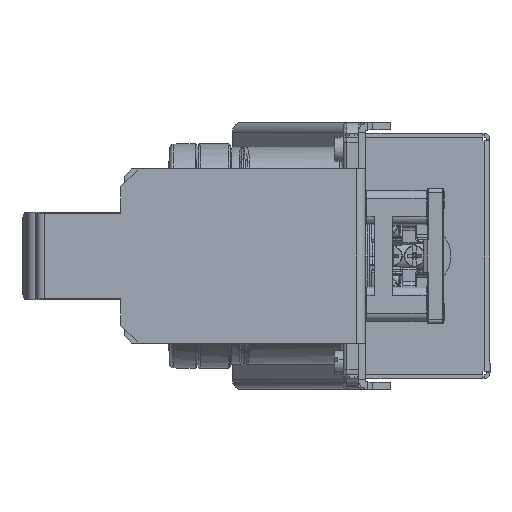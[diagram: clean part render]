
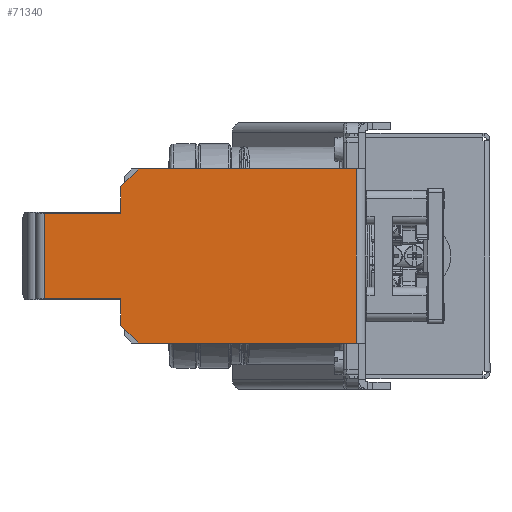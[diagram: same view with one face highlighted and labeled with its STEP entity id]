
A CAD part, left-side view. The second image highlights one B-rep face of the part: STEP entity #71340.
In plain terms, the highlighted face is planar.
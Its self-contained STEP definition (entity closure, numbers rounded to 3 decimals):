
#1591 = PLANE ( 'NONE',  #82863 ) ;
#3331 = VERTEX_POINT ( 'NONE', #69940 ) ;
#4943 = EDGE_CURVE ( 'NONE', #58248, #52216, #75125, .T. ) ;
#7731 = DIRECTION ( 'NONE',  ( 0., 1., 0. ) ) ;
#8411 = ORIENTED_EDGE ( 'NONE', *, *, #45896, .F. ) ;
#8702 = VECTOR ( 'NONE', #44271, 1000. ) ;
#8959 = VERTEX_POINT ( 'NONE', #47514 ) ;
#9877 = CARTESIAN_POINT ( 'NONE',  ( -12., 88.4, 2. ) ) ;
#9964 = VERTEX_POINT ( 'NONE', #22062 ) ;
#13031 = VECTOR ( 'NONE', #91294, 1000. ) ;
#15028 = CARTESIAN_POINT ( 'NONE',  ( 24.5, 62., 2. ) ) ;
#15680 = CARTESIAN_POINT ( 'NONE',  ( -24.5, 62., 2. ) ) ;
#16363 = EDGE_CURVE ( 'NONE', #58710, #63621, #44792, .T. ) ;
#20700 = ORIENTED_EDGE ( 'NONE', *, *, #40862, .T. ) ;
#21130 = CARTESIAN_POINT ( 'NONE',  ( -12., 91., 2. ) ) ;
#22062 = CARTESIAN_POINT ( 'NONE',  ( -24.5, 62., 2. ) ) ;
#22487 = VECTOR ( 'NONE', #80054, 1000. ) ;
#22553 = ORIENTED_EDGE ( 'NONE', *, *, #78485, .F. ) ;
#24304 = DIRECTION ( 'NONE',  ( -0.707, -0.707, 0. ) ) ;
#24783 = LINE ( 'NONE', #15680, #58286 ) ;
#26919 = LINE ( 'NONE', #78677, #43532 ) ;
#27427 = VECTOR ( 'NONE', #62616, 1000. ) ;
#27779 = LINE ( 'NONE', #41669, #84109 ) ;
#30819 = DIRECTION ( 'NONE',  ( 0., 0., -1. ) ) ;
#32007 = CARTESIAN_POINT ( 'NONE',  ( 19.5, 67., 2. ) ) ;
#32693 = CARTESIAN_POINT ( 'NONE',  ( 35.5, 0., 2. ) ) ;
#33149 = DIRECTION ( 'NONE',  ( 1., 0., 0. ) ) ;
#34670 = ORIENTED_EDGE ( 'NONE', *, *, #68712, .T. ) ;
#35555 = VERTEX_POINT ( 'NONE', #32007 ) ;
#35739 = ORIENTED_EDGE ( 'NONE', *, *, #43596, .T. ) ;
#38131 = CARTESIAN_POINT ( 'NONE',  ( 12., 67., 2. ) ) ;
#39511 = ORIENTED_EDGE ( 'NONE', *, *, #4943, .F. ) ;
#39907 = EDGE_LOOP ( 'NONE', ( #39511, #87586, #92013, #34670, #35739, #20700, #22553, #88761, #49720, #8411 ) ) ;
#40862 = EDGE_CURVE ( 'NONE', #8959, #35555, #80753, .T. ) ;
#41669 = CARTESIAN_POINT ( 'NONE',  ( -35.5, 0.6, 2. ) ) ;
#42589 = DIRECTION ( 'NONE',  ( 1., 0., 0. ) ) ;
#43532 = VECTOR ( 'NONE', #33149, 1000. ) ;
#43596 = EDGE_CURVE ( 'NONE', #51573, #8959, #50754, .T. ) ;
#44271 = DIRECTION ( 'NONE',  ( -0.707, 0.707, 0. ) ) ;
#44792 = LINE ( 'NONE', #52912, #78761 ) ;
#45896 = EDGE_CURVE ( 'NONE', #52216, #58710, #73363, .T. ) ;
#46571 = FACE_OUTER_BOUND ( 'NONE', #39907, .T. ) ;
#47514 = CARTESIAN_POINT ( 'NONE',  ( 24.5, 62., 2. ) ) ;
#49011 = LINE ( 'NONE', #78298, #74050 ) ;
#49124 = EDGE_CURVE ( 'NONE', #63621, #69380, #49011, .T. ) ;
#49720 = ORIENTED_EDGE ( 'NONE', *, *, #16363, .F. ) ;
#50754 = LINE ( 'NONE', #88657, #22487 ) ;
#51573 = VERTEX_POINT ( 'NONE', #82012 ) ;
#52216 = VERTEX_POINT ( 'NONE', #52467 ) ;
#52467 = CARTESIAN_POINT ( 'NONE',  ( -12., 67., 2. ) ) ;
#52912 = CARTESIAN_POINT ( 'NONE',  ( -35.5, 88.4, 2. ) ) ;
#53510 = CARTESIAN_POINT ( 'NONE',  ( -24.5, 67., 2. ) ) ;
#53971 = EDGE_CURVE ( 'NONE', #3331, #9964, #70138, .T. ) ;
#58248 = VERTEX_POINT ( 'NONE', #69055 ) ;
#58286 = VECTOR ( 'NONE', #24304, 1000. ) ;
#58673 = DIRECTION ( 'NONE',  ( 1., 0., 0. ) ) ;
#58710 = VERTEX_POINT ( 'NONE', #9877 ) ;
#61984 = CARTESIAN_POINT ( 'NONE',  ( -24.5, -2., 2. ) ) ;
#62616 = DIRECTION ( 'NONE',  ( 1., 0., 0. ) ) ;
#63621 = VERTEX_POINT ( 'NONE', #65056 ) ;
#65056 = CARTESIAN_POINT ( 'NONE',  ( 12., 88.4, 2. ) ) ;
#68712 = EDGE_CURVE ( 'NONE', #3331, #51573, #27779, .T. ) ;
#69055 = CARTESIAN_POINT ( 'NONE',  ( -19.5, 67., 2. ) ) ;
#69380 = VERTEX_POINT ( 'NONE', #38131 ) ;
#69940 = CARTESIAN_POINT ( 'NONE',  ( -24.5, 0.6, 2. ) ) ;
#70138 = LINE ( 'NONE', #61984, #13031 ) ;
#71340 = ADVANCED_FACE ( 'NONE', ( #46571 ), #1591, .F. ) ;
#71883 = EDGE_CURVE ( 'NONE', #58248, #9964, #24783, .T. ) ;
#73363 = LINE ( 'NONE', #21130, #88553 ) ;
#74050 = VECTOR ( 'NONE', #84080, 1000. ) ;
#75125 = LINE ( 'NONE', #53510, #27427 ) ;
#75835 = DIRECTION ( 'NONE',  ( -1., 0., 0. ) ) ;
#78298 = CARTESIAN_POINT ( 'NONE',  ( 12., 91., 2. ) ) ;
#78485 = EDGE_CURVE ( 'NONE', #69380, #35555, #26919, .T. ) ;
#78677 = CARTESIAN_POINT ( 'NONE',  ( 24.5, 67., 2. ) ) ;
#78761 = VECTOR ( 'NONE', #58673, 1000. ) ;
#80054 = DIRECTION ( 'NONE',  ( 0., 1., 0. ) ) ;
#80753 = LINE ( 'NONE', #15028, #8702 ) ;
#82012 = CARTESIAN_POINT ( 'NONE',  ( 24.5, 0.6, 2. ) ) ;
#82863 = AXIS2_PLACEMENT_3D ( 'NONE', #32693, #30819, #75835 ) ;
#84080 = DIRECTION ( 'NONE',  ( 0., -1., 0. ) ) ;
#84109 = VECTOR ( 'NONE', #42589, 1000. ) ;
#87586 = ORIENTED_EDGE ( 'NONE', *, *, #71883, .T. ) ;
#88553 = VECTOR ( 'NONE', #7731, 1000. ) ;
#88657 = CARTESIAN_POINT ( 'NONE',  ( 24.5, -2., 2. ) ) ;
#88761 = ORIENTED_EDGE ( 'NONE', *, *, #49124, .F. ) ;
#91294 = DIRECTION ( 'NONE',  ( 0., 1., 0. ) ) ;
#92013 = ORIENTED_EDGE ( 'NONE', *, *, #53971, .F. ) ;
